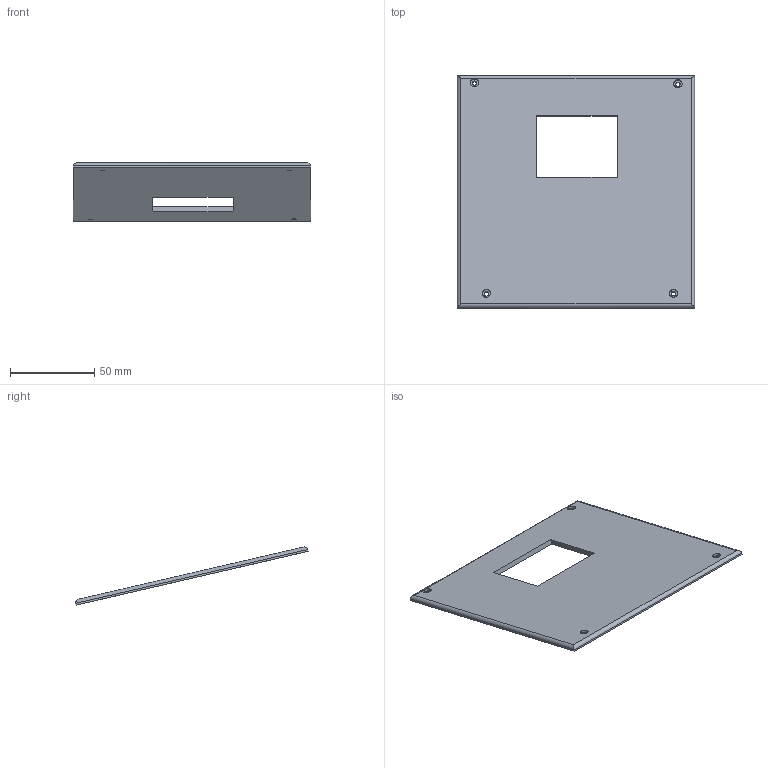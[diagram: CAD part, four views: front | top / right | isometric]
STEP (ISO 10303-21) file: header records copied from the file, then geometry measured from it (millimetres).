
FILE_DESCRIPTION (( 'STEP AP214' ), '1' );
FILE_NAME ('lid 2.STEP', '2024-06-16T14:01:49', ( '' ), ( '' ), 'SwSTEP 2.0', 'SolidWorks 2022', '' );
FILE_SCHEMA (( 'AUTOMOTIVE_DESIGN' ));
Length unit declared in the file: metre
Products named in the file (3): lid 2; Part16^new enclosure 1.STEP; new enclosure 1.STEP
Assembly tree (2 placements, depth 3):
  lid 2
    new enclosure 1.STEP
      Part16^new enclosure 1.STEP
Bounding box: 140.97 x 138.25 x 34.52 mm (x, y, z)
Volume: 53799.1 mm3; surface area: 38105.8 mm2
Topology: 1 solids, 1 shells, 34 faces, 80 edges, 52 vertices
Faces by surface type: cylinder 20, plane 14
Entity records: 1096 total; most frequent: DIRECTION 188, CARTESIAN_POINT 184, ORIENTED_EDGE 160, EDGE_CURVE 80, AXIS2_PLACEMENT_3D 72, VERTEX_POINT 52, EDGE_LOOP 48, VECTOR 44
